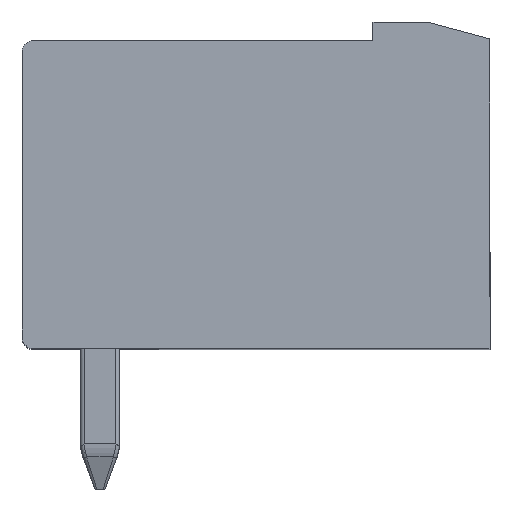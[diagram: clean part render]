
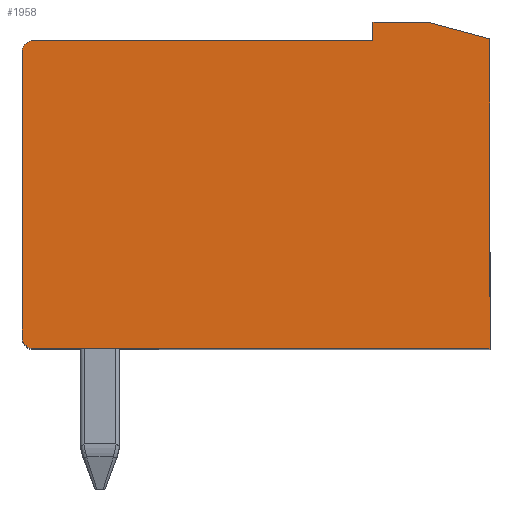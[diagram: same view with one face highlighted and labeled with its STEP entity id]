
A CAD part, top view. The second image highlights one B-rep face of the part: STEP entity #1958.
In plain terms, the highlighted planar face has unit normal (0, 0, 1).
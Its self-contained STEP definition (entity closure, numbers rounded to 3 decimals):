
#1877=CARTESIAN_POINT('',(3.5,0.388,3.81));
#1878=DIRECTION('',(0.0,0.0,1.0));
#1879=DIRECTION('',(1.0,0.0,0.0));
#1880=AXIS2_PLACEMENT_3D('',#1877,#1878,#1879);
#1881=PLANE('',#1880);
#1882=CARTESIAN_POINT('',(9.5,4.146,3.81));
#1883=VERTEX_POINT('',#1882);
#1884=CARTESIAN_POINT('',(9.5,-3.8,3.81));
#1885=VERTEX_POINT('',#1884);
#1886=CARTESIAN_POINT('',(9.5,4.146,3.81));
#1887=DIRECTION('',(0.0,-1.0,0.0));
#1888=VECTOR('',#1887,7.946);
#1889=LINE('',#1886,#1888);
#1890=EDGE_CURVE('',#1883,#1885,#1889,.T.);
#1891=ORIENTED_EDGE('',*,*,#1890,.F.);
#1892=CARTESIAN_POINT('',(7.9,4.575,3.81));
#1893=VERTEX_POINT('',#1892);
#1894=CARTESIAN_POINT('',(7.9,4.575,3.81));
#1895=DIRECTION('',(0.966,-0.259,0.0));
#1896=VECTOR('',#1895,1.656);
#1897=LINE('',#1894,#1896);
#1898=EDGE_CURVE('',#1893,#1883,#1897,.T.);
#1899=ORIENTED_EDGE('',*,*,#1898,.F.);
#1900=CARTESIAN_POINT('',(6.5,4.575,3.81));
#1901=VERTEX_POINT('',#1900);
#1902=CARTESIAN_POINT('',(6.5,4.575,3.81));
#1903=DIRECTION('',(1.0,0.0,0.0));
#1904=VECTOR('',#1903,1.4);
#1905=LINE('',#1902,#1904);
#1906=EDGE_CURVE('',#1901,#1893,#1905,.T.);
#1907=ORIENTED_EDGE('',*,*,#1906,.F.);
#1908=CARTESIAN_POINT('',(6.5,4.1,3.81));
#1909=VERTEX_POINT('',#1908);
#1910=CARTESIAN_POINT('',(6.5,4.1,3.81));
#1911=DIRECTION('',(0.0,1.0,0.0));
#1912=VECTOR('',#1911,0.475);
#1913=LINE('',#1910,#1912);
#1914=EDGE_CURVE('',#1909,#1901,#1913,.T.);
#1915=ORIENTED_EDGE('',*,*,#1914,.F.);
#1916=CARTESIAN_POINT('',(-2.2,4.1,3.81));
#1917=VERTEX_POINT('',#1916);
#1918=CARTESIAN_POINT('',(-2.2,4.1,3.81));
#1919=DIRECTION('',(1.0,0.0,0.0));
#1920=VECTOR('',#1919,8.7);
#1921=LINE('',#1918,#1920);
#1922=EDGE_CURVE('',#1917,#1909,#1921,.T.);
#1923=ORIENTED_EDGE('',*,*,#1922,.F.);
#1924=CARTESIAN_POINT('',(-2.5,3.8,3.81));
#1925=VERTEX_POINT('',#1924);
#1926=CARTESIAN_POINT('',(-2.2,3.8,3.81));
#1927=DIRECTION('',(0.0,0.0,-1.0));
#1928=DIRECTION('',(0.0,1.0,0.0));
#1929=AXIS2_PLACEMENT_3D('',#1926,#1927,#1928);
#1930=CIRCLE('',#1929,0.3);
#1931=EDGE_CURVE('',#1925,#1917,#1930,.T.);
#1932=ORIENTED_EDGE('',*,*,#1931,.F.);
#1933=CARTESIAN_POINT('',(-2.5,-3.5,3.81));
#1934=VERTEX_POINT('',#1933);
#1935=CARTESIAN_POINT('',(-2.5,-3.5,3.81));
#1936=DIRECTION('',(0.0,1.0,0.0));
#1937=VECTOR('',#1936,7.3);
#1938=LINE('',#1935,#1937);
#1939=EDGE_CURVE('',#1934,#1925,#1938,.T.);
#1940=ORIENTED_EDGE('',*,*,#1939,.F.);
#1941=CARTESIAN_POINT('',(-2.2,-3.8,3.81));
#1942=VERTEX_POINT('',#1941);
#1943=CARTESIAN_POINT('',(-2.2,-3.5,3.81));
#1944=DIRECTION('',(0.0,0.0,-1.0));
#1945=DIRECTION('',(-1.0,0.0,0.0));
#1946=AXIS2_PLACEMENT_3D('',#1943,#1944,#1945);
#1947=CIRCLE('',#1946,0.3);
#1948=EDGE_CURVE('',#1942,#1934,#1947,.T.);
#1949=ORIENTED_EDGE('',*,*,#1948,.F.);
#1950=CARTESIAN_POINT('',(9.5,-3.8,3.81));
#1951=DIRECTION('',(-1.0,0.0,0.0));
#1952=VECTOR('',#1951,11.7);
#1953=LINE('',#1950,#1952);
#1954=EDGE_CURVE('',#1885,#1942,#1953,.T.);
#1955=ORIENTED_EDGE('',*,*,#1954,.F.);
#1956=EDGE_LOOP('',(#1891,#1899,#1907,#1915,#1923,#1932,#1940,#1949,#1955));
#1957=FACE_OUTER_BOUND('',#1956,.T.);
#1958=ADVANCED_FACE('',(#1957),#1881,.T.);
